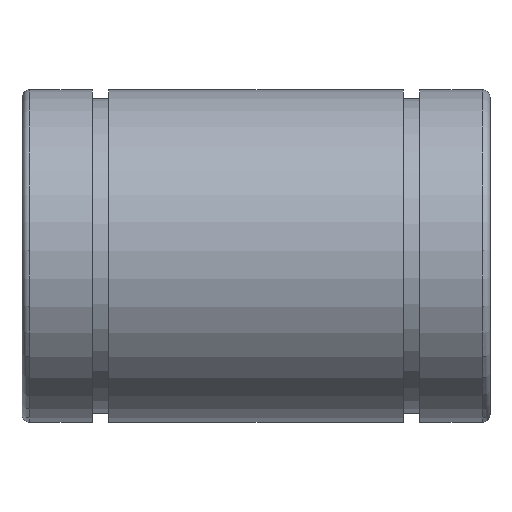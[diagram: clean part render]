
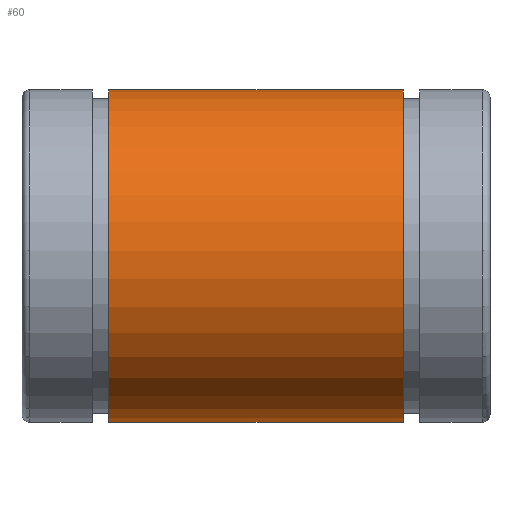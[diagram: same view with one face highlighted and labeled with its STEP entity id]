
A CAD part, top view. The second image highlights one B-rep face of the part: STEP entity #60.
In plain terms, the highlighted cylindrical face has radius 16 mm (diameter 32 mm), a partial arc.
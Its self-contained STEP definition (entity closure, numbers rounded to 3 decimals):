
#60 = ADVANCED_FACE( '', ( #122 ), #123, .T. );
#122 = FACE_OUTER_BOUND( '', #183, .T. );
#123 = CYLINDRICAL_SURFACE( '', #184, 16. );
#183 = EDGE_LOOP( '', ( #295, #296, #297, #298 ) );
#184 = AXIS2_PLACEMENT_3D( '', #299, #300, #301 );
#295 = ORIENTED_EDGE( '', *, *, #412, .F. );
#296 = ORIENTED_EDGE( '', *, *, #398, .T. );
#297 = ORIENTED_EDGE( '', *, *, #425, .T. );
#298 = ORIENTED_EDGE( '', *, *, #426, .T. );
#299 = CARTESIAN_POINT( '', ( 45., 0., 0. ) );
#300 = DIRECTION( '', ( -1., 0., 0. ) );
#301 = DIRECTION( '', ( 0., 0., -1. ) );
#398 = EDGE_CURVE( '', #480, #478, #481, .F. );
#412 = EDGE_CURVE( '', #480, #502, #503, .T. );
#425 = EDGE_CURVE( '', #478, #520, #521, .T. );
#426 = EDGE_CURVE( '', #520, #502, #522, .T. );
#478 = VERTEX_POINT( '', #611 );
#480 = VERTEX_POINT( '', #614 );
#481 = LINE( '', #615, #616 );
#502 = VERTEX_POINT( '', #652 );
#503 = CIRCLE( '', #653, 16. );
#520 = VERTEX_POINT( '', #678 );
#521 = CIRCLE( '', #679, 16. );
#522 = LINE( '', #680, #681 );
#611 = CARTESIAN_POINT( '', ( 8.35, -15.969, -1. ) );
#614 = CARTESIAN_POINT( '', ( 36.65, -15.969, -1. ) );
#615 = CARTESIAN_POINT( '', ( 45., -15.969, -1. ) );
#616 = VECTOR( '', #737, 1000. );
#652 = CARTESIAN_POINT( '', ( 36.65, -15.969, 1. ) );
#653 = AXIS2_PLACEMENT_3D( '', #752, #753, #754 );
#678 = CARTESIAN_POINT( '', ( 8.35, -15.969, 1. ) );
#679 = AXIS2_PLACEMENT_3D( '', #770, #771, #772 );
#680 = CARTESIAN_POINT( '', ( 45., -15.969, 1. ) );
#681 = VECTOR( '', #773, 1000. );
#737 = DIRECTION( '', ( 1., 0., 0. ) );
#752 = CARTESIAN_POINT( '', ( 36.65, 0., 0. ) );
#753 = DIRECTION( '', ( 1., 0., 0. ) );
#754 = DIRECTION( '', ( 0., 0., -1. ) );
#770 = CARTESIAN_POINT( '', ( 8.35, 0., 0. ) );
#771 = DIRECTION( '', ( 1., 0., 0. ) );
#772 = DIRECTION( '', ( 0., 0., -1. ) );
#773 = DIRECTION( '', ( 1., 0., 0. ) );
